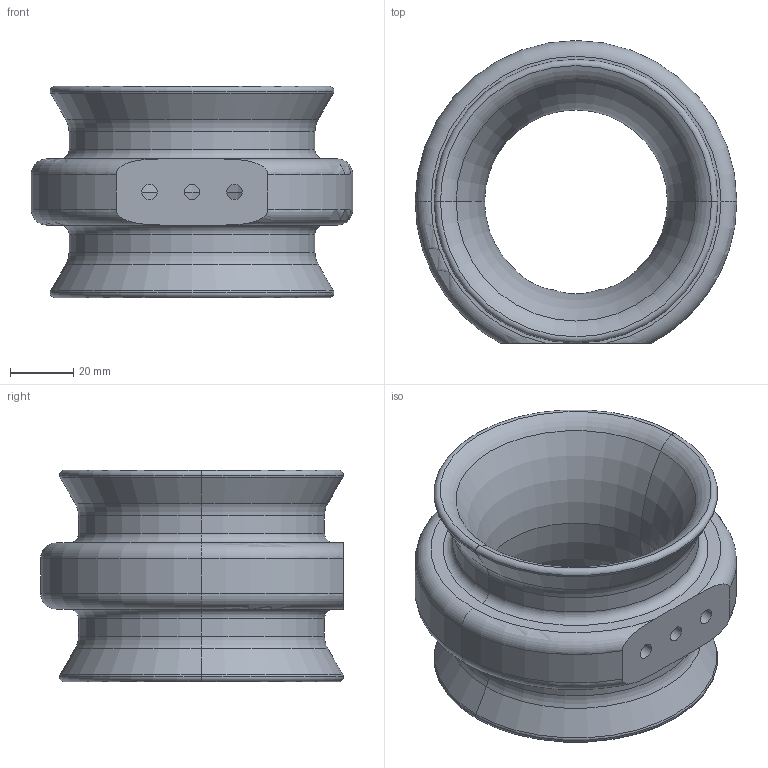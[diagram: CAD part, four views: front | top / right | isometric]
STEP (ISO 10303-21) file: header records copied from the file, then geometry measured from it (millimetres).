
FILE_DESCRIPTION (( 'STEP AP214' ), '1' );
FILE_NAME ('5957-1 IGUS E-chain triflex® R Series TR.50.05.M6 with gliding feed-throughs & M6 thread STEP214.STEP', '2022-06-24T12:51:41', ( '' ), ( '' ), 'SwSTEP 2.0', 'SolidWorks 2022', '' );
FILE_SCHEMA (( 'AUTOMOTIVE_DESIGN' ));
Length unit declared in the file: millimetre
Products named in the file (1): 5957-1 IGUS E-chain triflex® R Series TR.50.05.M6 with gliding feed-throughs & M6 thread STEP214
Bounding box: 102 x 96 x 67 mm (x, y, z)
Volume: 173362.2 mm3; surface area: 41882.1 mm2
Topology: 1 solids, 1 shells, 59 faces, 134 edges, 77 vertices
Faces by surface type: torus 30, cylinder 19, plane 6, cone 4
Entity records: 2381 total; most frequent: CARTESIAN_POINT 895, DIRECTION 336, ORIENTED_EDGE 268, AXIS2_PLACEMENT_3D 155, EDGE_CURVE 134, CIRCLE 95, VERTEX_POINT 77, EDGE_LOOP 67
